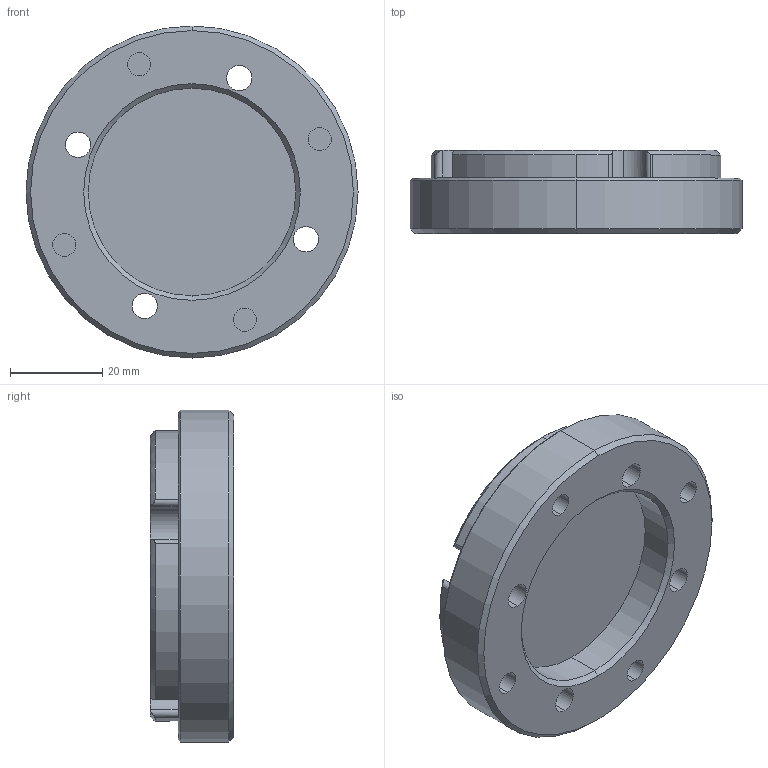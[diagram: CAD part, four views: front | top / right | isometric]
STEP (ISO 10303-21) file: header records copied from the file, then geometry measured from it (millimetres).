
FILE_DESCRIPTION (( 'STEP AP214' ), '1' );
FILE_NAME ('Tier 1 - Adapter J v1.1.STEP', '2019-01-30T13:37:51', ( '' ), ( '' ), 'SwSTEP 2.0', 'SolidWorks 2018', '' );
FILE_SCHEMA (( 'AUTOMOTIVE_DESIGN' ));
Length unit declared in the file: millimetre
Products named in the file (1): Tier 1 - Adapter J v1.1
Bounding box: 72 x 18 x 72 mm (x, y, z)
Volume: 44827.3 mm3; surface area: 15485 mm2
Topology: 1 solids, 1 shells, 112 faces, 278 edges, 171 vertices
Faces by surface type: cylinder 56, cone 33, plane 18, bspline 5
Entity records: 3686 total; most frequent: CARTESIAN_POINT 865, DIRECTION 606, ORIENTED_EDGE 536, EDGE_CURVE 268, AXIS2_PLACEMENT_3D 250, VERTEX_POINT 171, CIRCLE 142, EDGE_LOOP 133
